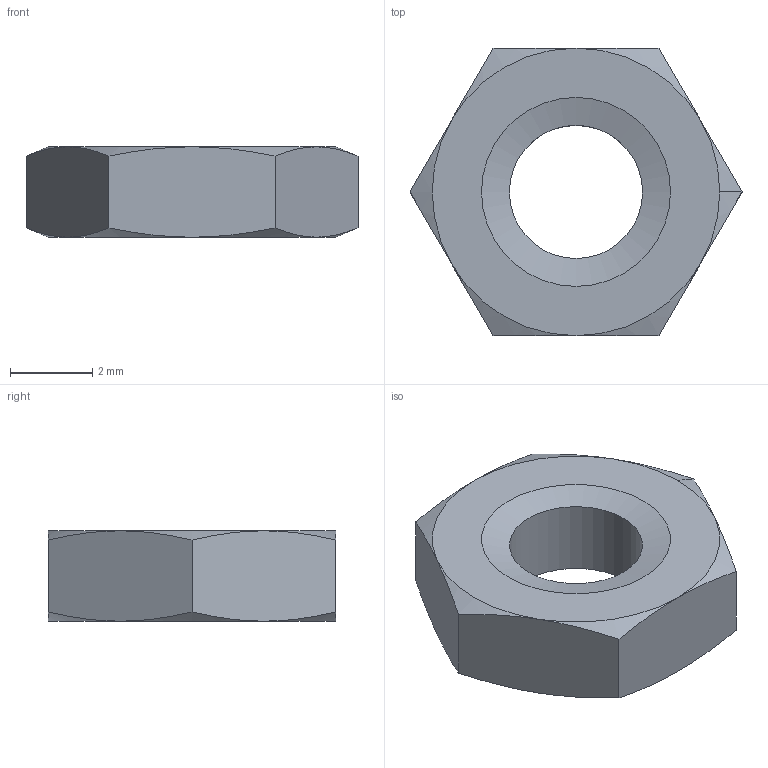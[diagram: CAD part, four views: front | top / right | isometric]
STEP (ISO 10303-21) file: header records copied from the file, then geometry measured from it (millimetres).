
FILE_DESCRIPTION(('FreeCAD Model'),'2;1');
FILE_NAME('Open CASCADE Shape Model','2025-10-29T22:52:42',('Author'),( ''),'Open CASCADE STEP processor 7.8','FreeCAD','Unknown');
FILE_SCHEMA(('AUTOMOTIVE_DESIGN { 1 0 10303 214 1 1 1 1 }'));
Length unit declared in the file: millimetre
Products named in the file (1): M4-Nut
Bounding box: 8.08 x 7 x 2.2 mm (x, y, z)
Volume: 73.2 mm3; surface area: 137.9 mm2
Topology: 1 solids, 1 shells, 25 faces, 53 edges, 30 vertices
Faces by surface type: cone 16, plane 8, cylinder 1
Full cylindrical faces by diameter (mm): 3.242 x1
Entity records: 707 total; most frequent: DIRECTION 147, CARTESIAN_POINT 109, ORIENTED_EDGE 106, AXIS2_PLACEMENT_3D 68, EDGE_CURVE 53, VERTEX_POINT 30, FACE_BOUND 27, EDGE_LOOP 27
